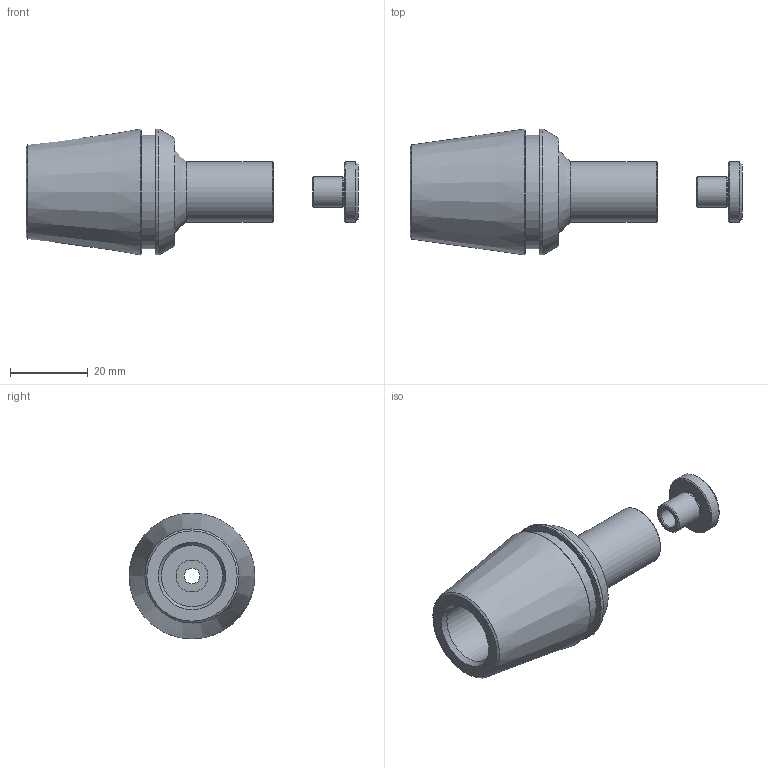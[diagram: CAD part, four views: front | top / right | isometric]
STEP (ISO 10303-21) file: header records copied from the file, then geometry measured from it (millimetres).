
FILE_DESCRIPTION(/* description */ (''),/* implementation_level */ '2;1');
FILE_NAME(/* name */ 'ER32-SSA.3125-1.0.step',/* time_stamp */ '2025-12-15T15:54:04-06:00',/* author */ (''),/* organization */ (''),/* preprocessor_version */ 'ST-DEVELOPER v20.1',/* originating_system */ 'Autodesk Translation Framework v14.21.0.0',/* authorisation */ '');
FILE_SCHEMA (('AUTOMOTIVE_DESIGN { 1 0 10303 214 3 1 1 }'));
Length unit declared in the file: inch
Products named in the file (4): ER32-SSA.3125-1.0; ER32-ER11-1.5M; ER32-ER11-2.0 v4; SSA.3125-Cap v1
Assembly tree (3 placements, depth 3):
  ER32-SSA.3125-1.0
    ER32-ER11-1.5M
      ER32-ER11-2.0 v4
      SSA.3125-Cap v1
Bounding box: 85.54 x 32.41 x 32.41 mm (x, y, z)
Volume: 25668 mm3; surface area: 8632.9 mm2
Topology: 2 solids, 2 shells, 55 faces, 111 edges, 67 vertices
Faces by surface type: cone 25, cylinder 19, plane 11
Full cylindrical faces by diameter (mm): 1.905 x8, 4.039 x1, 5.156 x1, 7.683 x1, 7.938 x2, 8.23 x1, 15.469 x1, 15.494 x1, 15.799 x1, 29.185 x1, 32.41 x1
Entity records: 1541 total; most frequent: DIRECTION 286, CARTESIAN_POINT 232, ORIENTED_EDGE 206, AXIS2_PLACEMENT_3D 121, EDGE_CURVE 103, EDGE_LOOP 74, VERTEX_POINT 67, CIRCLE 59
